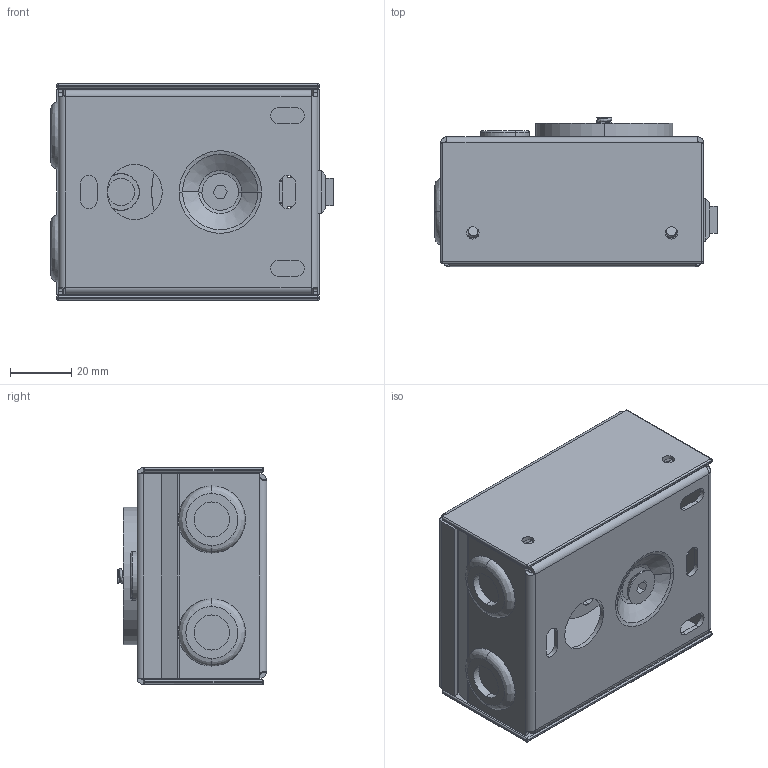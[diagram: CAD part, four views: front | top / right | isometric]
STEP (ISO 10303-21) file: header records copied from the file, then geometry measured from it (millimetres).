
FILE_DESCRIPTION (( 'STEP AP214' ), '1' );
FILE_NAME ('VMPO242484M.step', '2023-09-29T12:22:19', ( '' ), ( '' ), 'SwSTEP 2.0', 'SolidWorks 2020', '' );
FILE_SCHEMA (( 'AUTOMOTIVE_DESIGN' ));
Length unit declared in the file: millimetre
Products named in the file (1): VMPO242484M
Bounding box: 92.5 x 49 x 71.05 mm (x, y, z)
Volume: 69446.6 mm3; surface area: 74140 mm2
Topology: 12 solids, 12 shells, 535 faces, 1293 edges, 812 vertices
Faces by surface type: plane 274, cylinder 196, bspline 43, cone 22
Entity records: 28532 total; most frequent: CARTESIAN_POINT 10334, ORIENTED_EDGE 2570, DIRECTION 2433, EDGE_CURVE 1285, AXIS2_PLACEMENT_3D 827, VERTEX_POINT 812, VECTOR 779, LINE 779
